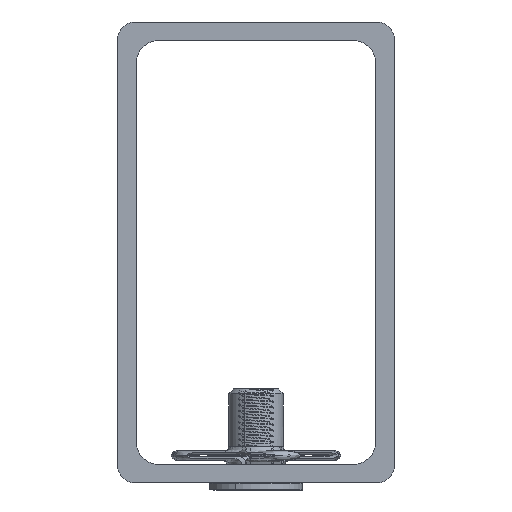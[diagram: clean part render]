
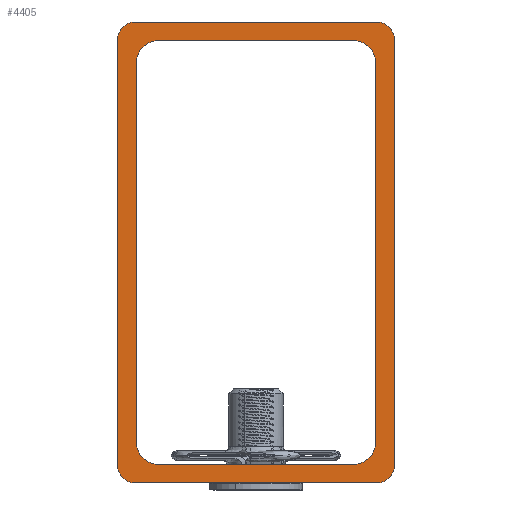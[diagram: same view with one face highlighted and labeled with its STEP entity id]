
A CAD part, front view. The second image highlights one B-rep face of the part: STEP entity #4405.
In plain terms, the highlighted planar face has unit normal (0, -1, 0).
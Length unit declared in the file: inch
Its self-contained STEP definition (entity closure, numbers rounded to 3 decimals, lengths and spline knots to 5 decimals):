
#69 = VERTEX_POINT ( 'NONE', #1182 ) ;
#111 = EDGE_CURVE ( 'NONE', #11733, #5672, #4895, .T. ) ;
#145 = VERTEX_POINT ( 'NONE', #1594 ) ;
#259 = AXIS2_PLACEMENT_3D ( 'NONE', #7743, #5908, #4992 ) ;
#312 = ORIENTED_EDGE ( 'NONE', *, *, #440, .F. ) ;
#349 = EDGE_CURVE ( 'NONE', #2661, #5311, #2377, .T. ) ;
#440 = EDGE_CURVE ( 'NONE', #1659, #10287, #699, .T. ) ;
#644 = VERTEX_POINT ( 'NONE', #9895 ) ;
#699 = LINE ( 'NONE', #2692, #7020 ) ;
#930 = DIRECTION ( 'NONE',  ( 0., 0., -1. ) ) ;
#1048 = ORIENTED_EDGE ( 'NONE', *, *, #8426, .T. ) ;
#1182 = CARTESIAN_POINT ( 'NONE',  ( 46.5, -15.25, 2.406 ) ) ;
#1259 = DIRECTION ( 'NONE',  ( 0., -1., 0. ) ) ;
#1335 = VERTEX_POINT ( 'NONE', #6064 ) ;
#1491 = DIRECTION ( 'NONE',  ( 1., 0., 0. ) ) ;
#1541 = DIRECTION ( 'NONE',  ( 0., -1., 0. ) ) ;
#1594 = CARTESIAN_POINT ( 'NONE',  ( 47.775, -15.25, 0.1 ) ) ;
#1659 = VERTEX_POINT ( 'NONE', #10242 ) ;
#1804 = CARTESIAN_POINT ( 'NONE',  ( 46.5, -15.25, 2.5 ) ) ;
#1805 = CARTESIAN_POINT ( 'NONE',  ( 46.6, -15.25, 0.1 ) ) ;
#2020 = VERTEX_POINT ( 'NONE', #4445 ) ;
#2377 = CIRCLE ( 'NONE', #7811, 0.094 ) ;
#2396 = LINE ( 'NONE', #7972, #7800 ) ;
#2410 = DIRECTION ( 'NONE',  ( 0., 0., -1. ) ) ;
#2465 = FACE_BOUND ( 'NONE', #4762, .T. ) ;
#2598 = ORIENTED_EDGE ( 'NONE', *, *, #6481, .T. ) ;
#2661 = VERTEX_POINT ( 'NONE', #10972 ) ;
#2692 = CARTESIAN_POINT ( 'NONE',  ( 46.5, -15.25, 2.5 ) ) ;
#2759 = EDGE_CURVE ( 'NONE', #69, #11733, #10113, .T. ) ;
#2897 = ORIENTED_EDGE ( 'NONE', *, *, #4629, .T. ) ;
#2939 = CARTESIAN_POINT ( 'NONE',  ( 46.6, -15.25, 2.4 ) ) ;
#3013 = ORIENTED_EDGE ( 'NONE', *, *, #2759, .T. ) ;
#3186 = CARTESIAN_POINT ( 'NONE',  ( 48., -15.25, 0.094 ) ) ;
#3348 = VECTOR ( 'NONE', #5506, 39.37008 ) ;
#3562 = DIRECTION ( 'NONE',  ( 0., 0., -1. ) ) ;
#3660 = CARTESIAN_POINT ( 'NONE',  ( 46.5, -15.25, 0.094 ) ) ;
#3761 = AXIS2_PLACEMENT_3D ( 'NONE', #10848, #8109, #11848 ) ;
#4060 = LINE ( 'NONE', #11480, #4908 ) ;
#4128 = CARTESIAN_POINT ( 'NONE',  ( 47.775, -15.25, 2.4 ) ) ;
#4373 = CARTESIAN_POINT ( 'NONE',  ( 47.9, -15.25, 2.4 ) ) ;
#4405 = ADVANCED_FACE ( 'NONE', ( #2465, #9856 ), #5002, .T. ) ;
#4445 = CARTESIAN_POINT ( 'NONE',  ( 47.9, -15.25, 2.275 ) ) ;
#4486 = ORIENTED_EDGE ( 'NONE', *, *, #9334, .F. ) ;
#4552 = EDGE_CURVE ( 'NONE', #1335, #10994, #5719, .T. ) ;
#4629 = EDGE_CURVE ( 'NONE', #10762, #10994, #10341, .T. ) ;
#4762 = EDGE_LOOP ( 'NONE', ( #4486, #2897, #10328, #1048, #8226, #7174, #10692, #7583 ) ) ;
#4895 = CIRCLE ( 'NONE', #259, 0.094 ) ;
#4908 = VECTOR ( 'NONE', #9569, 39.37008 ) ;
#4941 = EDGE_CURVE ( 'NONE', #7086, #2020, #4060, .T. ) ;
#4987 = DIRECTION ( 'NONE',  ( 0., 0., -1. ) ) ;
#4992 = DIRECTION ( 'NONE',  ( 0., 0., -1. ) ) ;
#5002 = PLANE ( 'NONE',  #8200 ) ;
#5116 = CARTESIAN_POINT ( 'NONE',  ( 46.725, -15.25, 0.1 ) ) ;
#5117 = AXIS2_PLACEMENT_3D ( 'NONE', #9336, #7507, #10308 ) ;
#5205 = EDGE_CURVE ( 'NONE', #7086, #145, #8984, .T. ) ;
#5213 = VERTEX_POINT ( 'NONE', #7616 ) ;
#5271 = DIRECTION ( 'NONE',  ( -1., 0., 0. ) ) ;
#5311 = VERTEX_POINT ( 'NONE', #3186 ) ;
#5392 = ORIENTED_EDGE ( 'NONE', *, *, #349, .T. ) ;
#5496 = VECTOR ( 'NONE', #6620, 39.37008 ) ;
#5506 = DIRECTION ( 'NONE',  ( 0., 0., -1. ) ) ;
#5672 = VERTEX_POINT ( 'NONE', #10307 ) ;
#5710 = CIRCLE ( 'NONE', #5117, 0.125 ) ;
#5719 = LINE ( 'NONE', #2939, #5496 ) ;
#5846 = ORIENTED_EDGE ( 'NONE', *, *, #7832, .T. ) ;
#5908 = DIRECTION ( 'NONE',  ( 0., -1., 0. ) ) ;
#6064 = CARTESIAN_POINT ( 'NONE',  ( 46.6, -15.25, 2.275 ) ) ;
#6108 = LINE ( 'NONE', #9813, #11137 ) ;
#6278 = EDGE_CURVE ( 'NONE', #10036, #644, #7093, .T. ) ;
#6347 = DIRECTION ( 'NONE',  ( 1., 0., 0. ) ) ;
#6387 = CARTESIAN_POINT ( 'NONE',  ( 47.775, -15.25, 0.225 ) ) ;
#6481 = EDGE_CURVE ( 'NONE', #5672, #2661, #6108, .T. ) ;
#6620 = DIRECTION ( 'NONE',  ( 0., 0., -1. ) ) ;
#6997 = CARTESIAN_POINT ( 'NONE',  ( 46.6, -15.25, 0.225 ) ) ;
#7020 = VECTOR ( 'NONE', #7228, 39.37008 ) ;
#7086 = VERTEX_POINT ( 'NONE', #8524 ) ;
#7093 = LINE ( 'NONE', #4373, #10737 ) ;
#7126 = DIRECTION ( 'NONE',  ( 0., 0., -1. ) ) ;
#7174 = ORIENTED_EDGE ( 'NONE', *, *, #7964, .T. ) ;
#7228 = DIRECTION ( 'NONE',  ( 1., 0., 0. ) ) ;
#7260 = EDGE_LOOP ( 'NONE', ( #3013, #8754, #2598, #5392, #8150, #7950, #312, #5846 ) ) ;
#7328 = LINE ( 'NONE', #1805, #9223 ) ;
#7507 = DIRECTION ( 'NONE',  ( 0., 1., 0. ) ) ;
#7583 = ORIENTED_EDGE ( 'NONE', *, *, #5205, .T. ) ;
#7616 = CARTESIAN_POINT ( 'NONE',  ( 48., -15.25, 2.406 ) ) ;
#7640 = AXIS2_PLACEMENT_3D ( 'NONE', #6387, #9547, #4987 ) ;
#7679 = AXIS2_PLACEMENT_3D ( 'NONE', #8837, #11657, #2410 ) ;
#7705 = DIRECTION ( 'NONE',  ( 0., 0., -1. ) ) ;
#7743 = CARTESIAN_POINT ( 'NONE',  ( 46.594, -15.25, 0.094 ) ) ;
#7800 = VECTOR ( 'NONE', #930, 39.37008 ) ;
#7811 = AXIS2_PLACEMENT_3D ( 'NONE', #7913, #11698, #11638 ) ;
#7832 = EDGE_CURVE ( 'NONE', #1659, #69, #11556, .T. ) ;
#7913 = CARTESIAN_POINT ( 'NONE',  ( 47.906, -15.25, 0.094 ) ) ;
#7950 = ORIENTED_EDGE ( 'NONE', *, *, #11358, .T. ) ;
#7964 = EDGE_CURVE ( 'NONE', #10036, #2020, #5710, .T. ) ;
#7972 = CARTESIAN_POINT ( 'NONE',  ( 48., -15.25, 2.5 ) ) ;
#8109 = DIRECTION ( 'NONE',  ( 0., 1., 0. ) ) ;
#8150 = ORIENTED_EDGE ( 'NONE', *, *, #10827, .F. ) ;
#8200 = AXIS2_PLACEMENT_3D ( 'NONE', #11647, #1541, #7126 ) ;
#8226 = ORIENTED_EDGE ( 'NONE', *, *, #6278, .F. ) ;
#8416 = CARTESIAN_POINT ( 'NONE',  ( 46.594, -15.25, 2.406 ) ) ;
#8426 = EDGE_CURVE ( 'NONE', #1335, #644, #9997, .T. ) ;
#8523 = CIRCLE ( 'NONE', #10280, 0.094 ) ;
#8524 = CARTESIAN_POINT ( 'NONE',  ( 47.9, -15.25, 0.225 ) ) ;
#8754 = ORIENTED_EDGE ( 'NONE', *, *, #111, .T. ) ;
#8837 = CARTESIAN_POINT ( 'NONE',  ( 46.725, -15.25, 2.275 ) ) ;
#8984 = CIRCLE ( 'NONE', #7640, 0.125 ) ;
#9223 = VECTOR ( 'NONE', #6347, 39.37008 ) ;
#9334 = EDGE_CURVE ( 'NONE', #10762, #145, #7328, .T. ) ;
#9336 = CARTESIAN_POINT ( 'NONE',  ( 47.775, -15.25, 2.275 ) ) ;
#9547 = DIRECTION ( 'NONE',  ( 0., 1., 0. ) ) ;
#9569 = DIRECTION ( 'NONE',  ( 0., 0., 1. ) ) ;
#9813 = CARTESIAN_POINT ( 'NONE',  ( 46.5, -15.25, 0. ) ) ;
#9820 = CARTESIAN_POINT ( 'NONE',  ( 47.906, -15.25, 2.5 ) ) ;
#9856 = FACE_OUTER_BOUND ( 'NONE', #7260, .T. ) ;
#9895 = CARTESIAN_POINT ( 'NONE',  ( 46.725, -15.25, 2.4 ) ) ;
#9997 = CIRCLE ( 'NONE', #7679, 0.125 ) ;
#10036 = VERTEX_POINT ( 'NONE', #4128 ) ;
#10042 = DIRECTION ( 'NONE',  ( 0., -1., 0. ) ) ;
#10113 = LINE ( 'NONE', #1804, #3348 ) ;
#10242 = CARTESIAN_POINT ( 'NONE',  ( 46.594, -15.25, 2.5 ) ) ;
#10280 = AXIS2_PLACEMENT_3D ( 'NONE', #10828, #10042, #3562 ) ;
#10287 = VERTEX_POINT ( 'NONE', #9820 ) ;
#10307 = CARTESIAN_POINT ( 'NONE',  ( 46.594, -15.25, 0. ) ) ;
#10308 = DIRECTION ( 'NONE',  ( 0., 0., -1. ) ) ;
#10328 = ORIENTED_EDGE ( 'NONE', *, *, #4552, .F. ) ;
#10341 = CIRCLE ( 'NONE', #3761, 0.125 ) ;
#10692 = ORIENTED_EDGE ( 'NONE', *, *, #4941, .F. ) ;
#10737 = VECTOR ( 'NONE', #5271, 39.37008 ) ;
#10762 = VERTEX_POINT ( 'NONE', #5116 ) ;
#10827 = EDGE_CURVE ( 'NONE', #5213, #5311, #2396, .T. ) ;
#10828 = CARTESIAN_POINT ( 'NONE',  ( 47.906, -15.25, 2.406 ) ) ;
#10848 = CARTESIAN_POINT ( 'NONE',  ( 46.725, -15.25, 0.225 ) ) ;
#10963 = AXIS2_PLACEMENT_3D ( 'NONE', #8416, #1259, #7705 ) ;
#10972 = CARTESIAN_POINT ( 'NONE',  ( 47.906, -15.25, 0. ) ) ;
#10994 = VERTEX_POINT ( 'NONE', #6997 ) ;
#11137 = VECTOR ( 'NONE', #1491, 39.37008 ) ;
#11358 = EDGE_CURVE ( 'NONE', #5213, #10287, #8523, .T. ) ;
#11480 = CARTESIAN_POINT ( 'NONE',  ( 47.9, -15.25, 0.1 ) ) ;
#11556 = CIRCLE ( 'NONE', #10963, 0.094 ) ;
#11638 = DIRECTION ( 'NONE',  ( 0., 0., -1. ) ) ;
#11647 = CARTESIAN_POINT ( 'NONE',  ( 46.5, -15.25, 2.5 ) ) ;
#11657 = DIRECTION ( 'NONE',  ( 0., 1., 0. ) ) ;
#11698 = DIRECTION ( 'NONE',  ( 0., -1., 0. ) ) ;
#11733 = VERTEX_POINT ( 'NONE', #3660 ) ;
#11848 = DIRECTION ( 'NONE',  ( 0., 0., -1. ) ) ;
